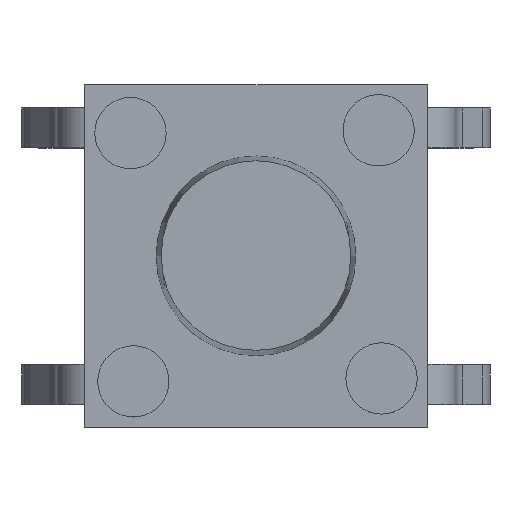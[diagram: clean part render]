
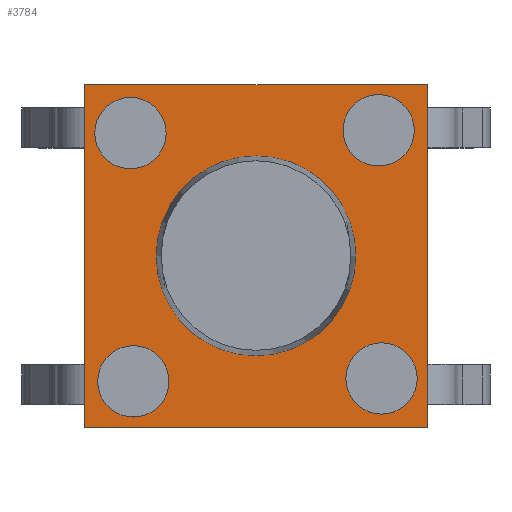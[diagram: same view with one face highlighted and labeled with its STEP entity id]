
A CAD part, top view. The second image highlights one B-rep face of the part: STEP entity #3784.
In plain terms, the highlighted planar face has unit normal (0, 0, 1).
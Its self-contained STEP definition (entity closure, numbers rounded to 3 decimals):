
#7 = CIRCLE ( 'NONE', #5922, 0.625 ) ;
#31 = VERTEX_POINT ( 'NONE', #2943 ) ;
#89 = DIRECTION ( 'NONE',  ( 0., 0., 1. ) ) ;
#100 = CIRCLE ( 'NONE', #1907, 1.75 ) ;
#141 = CARTESIAN_POINT ( 'NONE',  ( 0., 0., 3.5 ) ) ;
#144 = DIRECTION ( 'NONE',  ( 1., 0., 0. ) ) ;
#181 = ORIENTED_EDGE ( 'NONE', *, *, #2748, .T. ) ;
#198 = EDGE_CURVE ( 'NONE', #4488, #4030, #3063, .T. ) ;
#236 = CARTESIAN_POINT ( 'NONE',  ( 3., 3., 3.5 ) ) ;
#247 = CIRCLE ( 'NONE', #4514, 0.625 ) ;
#295 = ORIENTED_EDGE ( 'NONE', *, *, #6462, .T. ) ;
#304 = EDGE_LOOP ( 'NONE', ( #181, #5057 ) ) ;
#356 = DIRECTION ( 'NONE',  ( 0., 0., 1. ) ) ;
#461 = DIRECTION ( 'NONE',  ( -1., 0., 0. ) ) ;
#467 = ORIENTED_EDGE ( 'NONE', *, *, #2905, .F. ) ;
#550 = EDGE_CURVE ( 'NONE', #31, #5354, #1527, .T. ) ;
#665 = DIRECTION ( 'NONE',  ( -1., 0., 0. ) ) ;
#712 = CARTESIAN_POINT ( 'NONE',  ( 2.825, -2.15, 3.5 ) ) ;
#916 = FACE_OUTER_BOUND ( 'NONE', #4921, .T. ) ;
#930 = EDGE_CURVE ( 'NONE', #4632, #2187, #2310, .T. ) ;
#983 = VECTOR ( 'NONE', #5797, 1000. ) ;
#1043 = ORIENTED_EDGE ( 'NONE', *, *, #3463, .F. ) ;
#1067 = FACE_BOUND ( 'NONE', #2824, .T. ) ;
#1101 = DIRECTION ( 'NONE',  ( 0., 0., 1. ) ) ;
#1107 = VERTEX_POINT ( 'NONE', #1115 ) ;
#1115 = CARTESIAN_POINT ( 'NONE',  ( -1.525, -2.2, 3.5 ) ) ;
#1224 = ORIENTED_EDGE ( 'NONE', *, *, #5317, .T. ) ;
#1242 = VECTOR ( 'NONE', #1392, 1000. ) ;
#1306 = CARTESIAN_POINT ( 'NONE',  ( 1.575, -2.15, 3.5 ) ) ;
#1333 = AXIS2_PLACEMENT_3D ( 'NONE', #6157, #3152, #144 ) ;
#1380 = VERTEX_POINT ( 'NONE', #5618 ) ;
#1392 = DIRECTION ( 'NONE',  ( -1., 0., 0. ) ) ;
#1429 = VERTEX_POINT ( 'NONE', #5908 ) ;
#1473 = EDGE_CURVE ( 'NONE', #1107, #5406, #3871, .T. ) ;
#1527 = CIRCLE ( 'NONE', #5980, 0.625 ) ;
#1658 = DIRECTION ( 'NONE',  ( 0., 0., 1. ) ) ;
#1660 = EDGE_LOOP ( 'NONE', ( #1043, #6346 ) ) ;
#1787 = DIRECTION ( 'NONE',  ( 0., 0., 1. ) ) ;
#1798 = CARTESIAN_POINT ( 'NONE',  ( 1.525, 2.2, 3.5 ) ) ;
#1907 = AXIS2_PLACEMENT_3D ( 'NONE', #141, #3656, #665 ) ;
#2011 = CIRCLE ( 'NONE', #3387, 0.625 ) ;
#2094 = LINE ( 'NONE', #5109, #4787 ) ;
#2106 = LINE ( 'NONE', #4666, #5943 ) ;
#2117 = DIRECTION ( 'NONE',  ( 0., 1., 0. ) ) ;
#2187 = VERTEX_POINT ( 'NONE', #2761 ) ;
#2235 = FACE_BOUND ( 'NONE', #3466, .T. ) ;
#2296 = DIRECTION ( 'NONE',  ( 0., 0., 1. ) ) ;
#2310 = LINE ( 'NONE', #3266, #983 ) ;
#2312 = DIRECTION ( 'NONE',  ( 1., 0., 0. ) ) ;
#2339 = VERTEX_POINT ( 'NONE', #3570 ) ;
#2499 = ORIENTED_EDGE ( 'NONE', *, *, #3217, .F. ) ;
#2520 = LINE ( 'NONE', #3881, #1242 ) ;
#2694 = EDGE_CURVE ( 'NONE', #3844, #2900, #2094, .T. ) ;
#2748 = EDGE_CURVE ( 'NONE', #1380, #1429, #100, .T. ) ;
#2761 = CARTESIAN_POINT ( 'NONE',  ( -3., -3., 3.5 ) ) ;
#2824 = EDGE_LOOP ( 'NONE', ( #2499, #467 ) ) ;
#2830 = ORIENTED_EDGE ( 'NONE', *, *, #550, .F. ) ;
#2845 = CARTESIAN_POINT ( 'NONE',  ( -3., 3., 3.5 ) ) ;
#2900 = VERTEX_POINT ( 'NONE', #236 ) ;
#2905 = EDGE_CURVE ( 'NONE', #2339, #3361, #7, .T. ) ;
#2943 = CARTESIAN_POINT ( 'NONE',  ( -1.575, 2.15, 3.5 ) ) ;
#3063 = CIRCLE ( 'NONE', #5903, 0.625 ) ;
#3078 = CIRCLE ( 'NONE', #3608, 0.625 ) ;
#3095 = CARTESIAN_POINT ( 'NONE',  ( -2.15, -2.2, 3.5 ) ) ;
#3152 = DIRECTION ( 'NONE',  ( 0., 0., 1. ) ) ;
#3217 = EDGE_CURVE ( 'NONE', #3361, #2339, #3078, .T. ) ;
#3266 = CARTESIAN_POINT ( 'NONE',  ( -3., 3., 3.5 ) ) ;
#3302 = DIRECTION ( 'NONE',  ( 0., 0., 1. ) ) ;
#3349 = EDGE_CURVE ( 'NONE', #4030, #4488, #2011, .T. ) ;
#3361 = VERTEX_POINT ( 'NONE', #1798 ) ;
#3380 = CARTESIAN_POINT ( 'NONE',  ( -2.2, 2.15, 3.5 ) ) ;
#3387 = AXIS2_PLACEMENT_3D ( 'NONE', #5289, #2296, #5791 ) ;
#3463 = EDGE_CURVE ( 'NONE', #5406, #1107, #6229, .T. ) ;
#3466 = EDGE_LOOP ( 'NONE', ( #3512, #2830 ) ) ;
#3467 = DIRECTION ( 'NONE',  ( 0., 0., -1. ) ) ;
#3477 = AXIS2_PLACEMENT_3D ( 'NONE', #4378, #4352, #4325 ) ;
#3512 = ORIENTED_EDGE ( 'NONE', *, *, #4637, .F. ) ;
#3542 = FACE_BOUND ( 'NONE', #5644, .T. ) ;
#3570 = CARTESIAN_POINT ( 'NONE',  ( 2.775, 2.2, 3.5 ) ) ;
#3608 = AXIS2_PLACEMENT_3D ( 'NONE', #4660, #1658, #5145 ) ;
#3622 = DIRECTION ( 'NONE',  ( 1., 0., 0. ) ) ;
#3656 = DIRECTION ( 'NONE',  ( 0., 0., -1. ) ) ;
#3714 = FACE_BOUND ( 'NONE', #1660, .T. ) ;
#3784 = ADVANCED_FACE ( 'NONE', ( #4903, #3714, #3542, #1067, #2235, #916 ), #5631, .T. ) ;
#3844 = VERTEX_POINT ( 'NONE', #4245 ) ;
#3871 = CIRCLE ( 'NONE', #3477, 0.625 ) ;
#3881 = CARTESIAN_POINT ( 'NONE',  ( -3., 3., 3.5 ) ) ;
#3886 = DIRECTION ( 'NONE',  ( 1., 0., 0. ) ) ;
#3967 = CARTESIAN_POINT ( 'NONE',  ( -2.775, -2.2, 3.5 ) ) ;
#4030 = VERTEX_POINT ( 'NONE', #1306 ) ;
#4100 = CARTESIAN_POINT ( 'NONE',  ( -2.2, 2.15, 3.5 ) ) ;
#4245 = CARTESIAN_POINT ( 'NONE',  ( 3., -3., 3.5 ) ) ;
#4325 = DIRECTION ( 'NONE',  ( 1., 0., 0. ) ) ;
#4352 = DIRECTION ( 'NONE',  ( 0., 0., 1. ) ) ;
#4378 = CARTESIAN_POINT ( 'NONE',  ( -2.15, -2.2, 3.5 ) ) ;
#4488 = VERTEX_POINT ( 'NONE', #712 ) ;
#4514 = AXIS2_PLACEMENT_3D ( 'NONE', #3380, #356, #3886 ) ;
#4597 = DIRECTION ( 'NONE',  ( 1., 0., 0. ) ) ;
#4632 = VERTEX_POINT ( 'NONE', #2845 ) ;
#4637 = EDGE_CURVE ( 'NONE', #5354, #31, #247, .T. ) ;
#4660 = CARTESIAN_POINT ( 'NONE',  ( 2.15, 2.2, 3.5 ) ) ;
#4666 = CARTESIAN_POINT ( 'NONE',  ( -3., -3., 3.5 ) ) ;
#4728 = ORIENTED_EDGE ( 'NONE', *, *, #198, .F. ) ;
#4787 = VECTOR ( 'NONE', #2117, 1000. ) ;
#4793 = CARTESIAN_POINT ( 'NONE',  ( 2.15, 2.2, 3.5 ) ) ;
#4903 = FACE_BOUND ( 'NONE', #304, .T. ) ;
#4921 = EDGE_LOOP ( 'NONE', ( #5819, #1224, #5485, #295 ) ) ;
#5057 = ORIENTED_EDGE ( 'NONE', *, *, #5431, .T. ) ;
#5109 = CARTESIAN_POINT ( 'NONE',  ( 3., 3., 3.5 ) ) ;
#5145 = DIRECTION ( 'NONE',  ( 1., 0., 0. ) ) ;
#5156 = DIRECTION ( 'NONE',  ( 1., 0., 0. ) ) ;
#5175 = ORIENTED_EDGE ( 'NONE', *, *, #3349, .F. ) ;
#5241 = AXIS2_PLACEMENT_3D ( 'NONE', #6459, #3467, #461 ) ;
#5277 = DIRECTION ( 'NONE',  ( 1., 0., 0. ) ) ;
#5289 = CARTESIAN_POINT ( 'NONE',  ( 2.2, -2.15, 3.5 ) ) ;
#5317 = EDGE_CURVE ( 'NONE', #2900, #4632, #2520, .T. ) ;
#5354 = VERTEX_POINT ( 'NONE', #5412 ) ;
#5406 = VERTEX_POINT ( 'NONE', #3967 ) ;
#5412 = CARTESIAN_POINT ( 'NONE',  ( -2.825, 2.15, 3.5 ) ) ;
#5431 = EDGE_CURVE ( 'NONE', #1429, #1380, #5753, .T. ) ;
#5485 = ORIENTED_EDGE ( 'NONE', *, *, #930, .T. ) ;
#5618 = CARTESIAN_POINT ( 'NONE',  ( -1.75, 0., 3.5 ) ) ;
#5631 = PLANE ( 'NONE',  #1333 ) ;
#5644 = EDGE_LOOP ( 'NONE', ( #5175, #4728 ) ) ;
#5740 = AXIS2_PLACEMENT_3D ( 'NONE', #3095, #89, #3622 ) ;
#5753 = CIRCLE ( 'NONE', #5241, 1.75 ) ;
#5791 = DIRECTION ( 'NONE',  ( 1., 0., 0. ) ) ;
#5797 = DIRECTION ( 'NONE',  ( 0., -1., 0. ) ) ;
#5819 = ORIENTED_EDGE ( 'NONE', *, *, #2694, .T. ) ;
#5903 = AXIS2_PLACEMENT_3D ( 'NONE', #6302, #3302, #2312 ) ;
#5908 = CARTESIAN_POINT ( 'NONE',  ( 1.75, 0., 3.5 ) ) ;
#5922 = AXIS2_PLACEMENT_3D ( 'NONE', #4793, #1787, #5277 ) ;
#5943 = VECTOR ( 'NONE', #5156, 1000. ) ;
#5980 = AXIS2_PLACEMENT_3D ( 'NONE', #4100, #1101, #4597 ) ;
#6157 = CARTESIAN_POINT ( 'NONE',  ( 0., 0., 3.5 ) ) ;
#6229 = CIRCLE ( 'NONE', #5740, 0.625 ) ;
#6302 = CARTESIAN_POINT ( 'NONE',  ( 2.2, -2.15, 3.5 ) ) ;
#6346 = ORIENTED_EDGE ( 'NONE', *, *, #1473, .F. ) ;
#6459 = CARTESIAN_POINT ( 'NONE',  ( 0., 0., 3.5 ) ) ;
#6462 = EDGE_CURVE ( 'NONE', #2187, #3844, #2106, .T. ) ;
